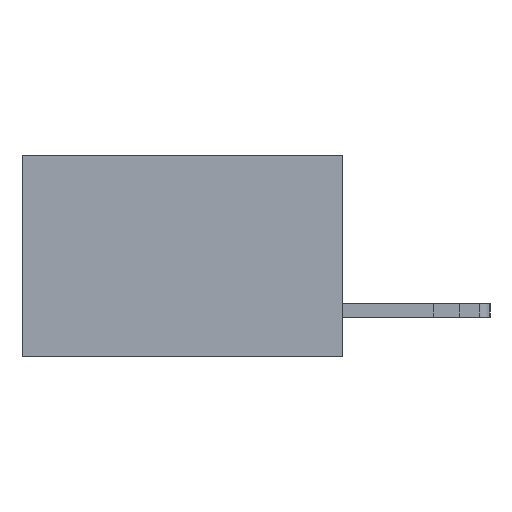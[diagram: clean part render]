
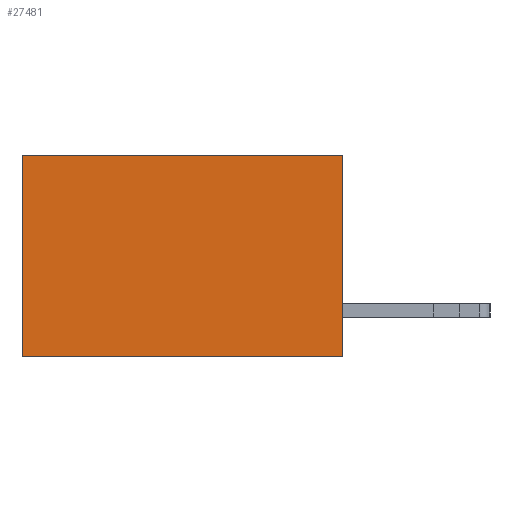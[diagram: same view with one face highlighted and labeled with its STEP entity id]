
A CAD part, left-side view. The second image highlights one B-rep face of the part: STEP entity #27481.
In plain terms, the highlighted planar face has unit normal (-1, 0, 0).
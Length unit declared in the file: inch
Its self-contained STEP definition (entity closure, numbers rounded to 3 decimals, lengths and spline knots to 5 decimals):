
#2520 = VECTOR ( 'NONE', #21738, 39.37008 ) ;
#2644 = EDGE_CURVE ( 'NONE', #18989, #21157, #8522, .T. ) ;
#3415 = VECTOR ( 'NONE', #16578, 39.37008 ) ;
#3432 = AXIS2_PLACEMENT_3D ( 'NONE', #10455, #25733, #12619 ) ;
#4060 = DIRECTION ( 'NONE',  ( 0., 0., -1. ) ) ;
#4473 = LINE ( 'NONE', #6137, #27113 ) ;
#5638 = CARTESIAN_POINT ( 'NONE',  ( 0.277, 0., -0.37 ) ) ;
#5808 = CARTESIAN_POINT ( 'NONE',  ( 0.277, 0., -0.37 ) ) ;
#6137 = CARTESIAN_POINT ( 'NONE',  ( 0.277, 0., 0. ) ) ;
#6287 = ORIENTED_EDGE ( 'NONE', *, *, #2644, .T. ) ;
#8522 = LINE ( 'NONE', #22114, #2520 ) ;
#10105 = ORIENTED_EDGE ( 'NONE', *, *, #16841, .T. ) ;
#10455 = CARTESIAN_POINT ( 'NONE',  ( 0.277, 0., -0.37 ) ) ;
#12619 = DIRECTION ( 'NONE',  ( 0., 0., -1. ) ) ;
#14483 = VECTOR ( 'NONE', #4060, 39.37008 ) ;
#14760 = CARTESIAN_POINT ( 'NONE',  ( 0.277, 0., 0. ) ) ;
#15170 = LINE ( 'NONE', #28133, #14483 ) ;
#15991 = CARTESIAN_POINT ( 'NONE',  ( 0.277, 0.59, 0. ) ) ;
#16041 = EDGE_CURVE ( 'NONE', #16797, #21881, #15170, .T. ) ;
#16578 = DIRECTION ( 'NONE',  ( 0., 1., 0. ) ) ;
#16684 = CARTESIAN_POINT ( 'NONE',  ( 0.277, 0.59, -0.37 ) ) ;
#16797 = VERTEX_POINT ( 'NONE', #14760 ) ;
#16841 = EDGE_CURVE ( 'NONE', #16797, #18989, #4473, .T. ) ;
#18989 = VERTEX_POINT ( 'NONE', #15991 ) ;
#20960 = LINE ( 'NONE', #5638, #3415 ) ;
#21023 = FACE_OUTER_BOUND ( 'NONE', #27626, .T. ) ;
#21157 = VERTEX_POINT ( 'NONE', #16684 ) ;
#21321 = PLANE ( 'NONE',  #3432 ) ;
#21738 = DIRECTION ( 'NONE',  ( 0., 0., -1. ) ) ;
#21881 = VERTEX_POINT ( 'NONE', #5808 ) ;
#22114 = CARTESIAN_POINT ( 'NONE',  ( 0.277, 0.59, -0.37 ) ) ;
#22439 = ORIENTED_EDGE ( 'NONE', *, *, #24846, .F. ) ;
#22458 = ORIENTED_EDGE ( 'NONE', *, *, #16041, .F. ) ;
#23671 = DIRECTION ( 'NONE',  ( 0., 1., 0. ) ) ;
#24846 = EDGE_CURVE ( 'NONE', #21881, #21157, #20960, .T. ) ;
#25733 = DIRECTION ( 'NONE',  ( 1., 0., 0. ) ) ;
#27113 = VECTOR ( 'NONE', #23671, 39.37008 ) ;
#27481 = ADVANCED_FACE ( 'NONE', ( #21023 ), #21321, .F. ) ;
#27626 = EDGE_LOOP ( 'NONE', ( #6287, #22439, #22458, #10105 ) ) ;
#28133 = CARTESIAN_POINT ( 'NONE',  ( 0.277, 0., -0.37 ) ) ;
